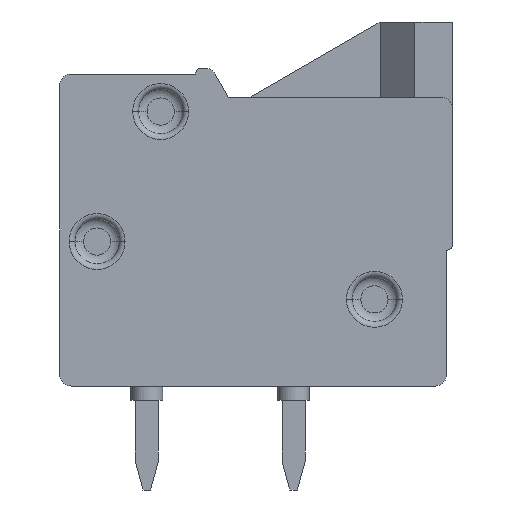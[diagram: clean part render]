
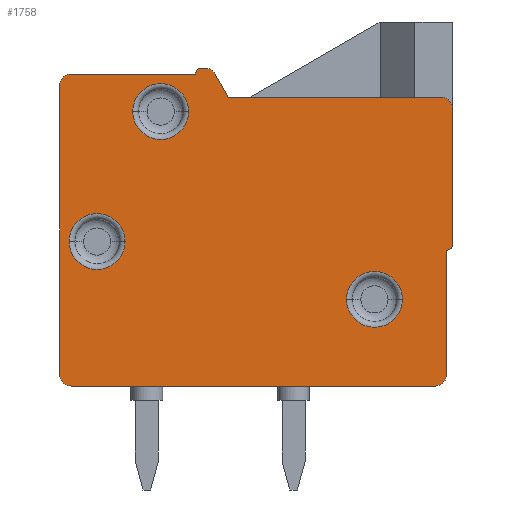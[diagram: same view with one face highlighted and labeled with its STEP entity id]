
A CAD part, left-side view. The second image highlights one B-rep face of the part: STEP entity #1758.
In plain terms, the highlighted planar face has unit normal (-1, 0, 0).
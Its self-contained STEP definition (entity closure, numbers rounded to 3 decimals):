
#955=CARTESIAN_POINT('',(-0.9,3.028,9.5));
#956=VERTEX_POINT('',#955);
#964=CARTESIAN_POINT('',(-0.9,1.092,9.5));
#965=VERTEX_POINT('',#964);
#966=CARTESIAN_POINT('',(-0.9,2.06,9.5));
#967=DIRECTION('',(1.0,0.0,0.0));
#968=DIRECTION('',(0.0,-1.0,0.0));
#969=AXIS2_PLACEMENT_3D('',#966,#967,#968);
#970=CIRCLE('',#969,0.968);
#971=EDGE_CURVE('',#965,#956,#970,.T.);
#1142=CARTESIAN_POINT('',(-0.9,-4.372,3.0));
#1143=VERTEX_POINT('',#1142);
#1151=CARTESIAN_POINT('',(-0.9,-6.308,3.0));
#1152=VERTEX_POINT('',#1151);
#1153=CARTESIAN_POINT('',(-0.9,-5.34,3.0));
#1154=DIRECTION('',(1.0,0.0,0.0));
#1155=DIRECTION('',(0.0,-1.0,0.0));
#1156=AXIS2_PLACEMENT_3D('',#1153,#1154,#1155);
#1157=CIRCLE('',#1156,0.968);
#1158=EDGE_CURVE('',#1152,#1143,#1157,.T.);
#1264=CARTESIAN_POINT('',(-0.9,5.228,5.));
#1265=VERTEX_POINT('',#1264);
#1273=CARTESIAN_POINT('',(-0.9,3.292,5.));
#1274=VERTEX_POINT('',#1273);
#1275=CARTESIAN_POINT('',(-0.9,4.26,5.));
#1276=DIRECTION('',(1.0,0.0,0.0));
#1277=DIRECTION('',(0.0,-1.0,0.0));
#1278=AXIS2_PLACEMENT_3D('',#1275,#1276,#1277);
#1279=CIRCLE('',#1278,0.968);
#1280=EDGE_CURVE('',#1274,#1265,#1279,.T.);
#1567=CARTESIAN_POINT('',(-0.9,-8.04,9.6));
#1568=VERTEX_POINT('',#1567);
#1586=CARTESIAN_POINT('',(-0.9,-7.64,10.0));
#1587=VERTEX_POINT('',#1586);
#1594=CARTESIAN_POINT('',(-0.9,-7.64,9.6));
#1595=DIRECTION('',(1.0,0.0,0.0));
#1596=DIRECTION('',(0.0,1.0,0.0));
#1597=AXIS2_PLACEMENT_3D('',#1594,#1595,#1596);
#1598=CIRCLE('',#1597,0.4);
#1599=EDGE_CURVE('',#1587,#1568,#1598,.T.);
#1604=CARTESIAN_POINT('',(-0.9,-8.72,-0.55));
#1605=DIRECTION('',(1.0,0.0,0.0));
#1606=DIRECTION('',(0.0,1.0,0.0));
#1607=AXIS2_PLACEMENT_3D('',#1604,#1605,#1606);
#1608=PLANE('',#1607);
#1609=CARTESIAN_POINT('',(-0.9,-8.04,4.9));
#1610=VERTEX_POINT('',#1609);
#1611=CARTESIAN_POINT('',(-0.9,-8.04,9.6));
#1612=DIRECTION('',(0.0,0.0,-1.0));
#1613=VECTOR('',#1612,4.7);
#1614=LINE('',#1611,#1613);
#1615=EDGE_CURVE('',#1568,#1610,#1614,.T.);
#1616=ORIENTED_EDGE('',*,*,#1615,.F.);
#1617=ORIENTED_EDGE('',*,*,#1599,.F.);
#1618=CARTESIAN_POINT('',(-0.9,-0.29,10.0));
#1619=VERTEX_POINT('',#1618);
#1620=CARTESIAN_POINT('',(-0.9,-0.29,10.0));
#1621=DIRECTION('',(0.0,-1.0,0.0));
#1622=VECTOR('',#1621,7.35);
#1623=LINE('',#1620,#1622);
#1624=EDGE_CURVE('',#1619,#1587,#1623,.T.);
#1625=ORIENTED_EDGE('',*,*,#1624,.F.);
#1626=CARTESIAN_POINT('',(-0.9,0.172,10.8));
#1627=VERTEX_POINT('',#1626);
#1628=CARTESIAN_POINT('',(-0.9,0.172,10.8));
#1629=DIRECTION('',(0.,-0.5,-0.866));
#1630=VECTOR('',#1629,0.924);
#1631=LINE('',#1628,#1630);
#1632=EDGE_CURVE('',#1627,#1619,#1631,.T.);
#1633=ORIENTED_EDGE('',*,*,#1632,.F.);
#1634=CARTESIAN_POINT('',(-0.9,0.518,11.0));
#1635=VERTEX_POINT('',#1634);
#1636=CARTESIAN_POINT('',(-0.9,0.518,10.6));
#1637=DIRECTION('',(1.0,0.0,0.0));
#1638=DIRECTION('',(0.0,1.0,0.0));
#1639=AXIS2_PLACEMENT_3D('',#1636,#1637,#1638);
#1640=CIRCLE('',#1639,0.4);
#1641=EDGE_CURVE('',#1635,#1627,#1640,.T.);
#1642=ORIENTED_EDGE('',*,*,#1641,.F.);
#1643=CARTESIAN_POINT('',(-0.9,0.66,11.0));
#1644=VERTEX_POINT('',#1643);
#1645=CARTESIAN_POINT('',(-0.9,0.66,11.0));
#1646=DIRECTION('',(0.0,-1.0,0.0));
#1647=VECTOR('',#1646,0.142);
#1648=LINE('',#1645,#1647);
#1649=EDGE_CURVE('',#1644,#1635,#1648,.T.);
#1650=ORIENTED_EDGE('',*,*,#1649,.F.);
#1651=CARTESIAN_POINT('',(-0.9,0.86,10.8));
#1652=VERTEX_POINT('',#1651);
#1653=CARTESIAN_POINT('',(-0.9,0.66,10.8));
#1654=DIRECTION('',(1.0,0.0,0.0));
#1655=DIRECTION('',(0.0,1.0,0.0));
#1656=AXIS2_PLACEMENT_3D('',#1653,#1654,#1655);
#1657=CIRCLE('',#1656,0.2);
#1658=EDGE_CURVE('',#1652,#1644,#1657,.T.);
#1659=ORIENTED_EDGE('',*,*,#1658,.F.);
#1660=CARTESIAN_POINT('',(-0.9,5.16,10.8));
#1661=VERTEX_POINT('',#1660);
#1662=CARTESIAN_POINT('',(-0.9,5.16,10.8));
#1663=DIRECTION('',(0.0,-1.0,0.0));
#1664=VECTOR('',#1663,4.3);
#1665=LINE('',#1662,#1664);
#1666=EDGE_CURVE('',#1661,#1652,#1665,.T.);
#1667=ORIENTED_EDGE('',*,*,#1666,.F.);
#1668=CARTESIAN_POINT('',(-0.9,5.56,10.4));
#1669=VERTEX_POINT('',#1668);
#1670=CARTESIAN_POINT('',(-0.9,5.16,10.4));
#1671=DIRECTION('',(1.0,0.0,0.0));
#1672=DIRECTION('',(0.0,1.0,0.0));
#1673=AXIS2_PLACEMENT_3D('',#1670,#1671,#1672);
#1674=CIRCLE('',#1673,0.4);
#1675=EDGE_CURVE('',#1669,#1661,#1674,.T.);
#1676=ORIENTED_EDGE('',*,*,#1675,.F.);
#1677=CARTESIAN_POINT('',(-0.9,5.56,0.4));
#1678=VERTEX_POINT('',#1677);
#1679=CARTESIAN_POINT('',(-0.9,5.56,0.4));
#1680=DIRECTION('',(0.0,0.0,1.0));
#1681=VECTOR('',#1680,10.0);
#1682=LINE('',#1679,#1681);
#1683=EDGE_CURVE('',#1678,#1669,#1682,.T.);
#1684=ORIENTED_EDGE('',*,*,#1683,.F.);
#1685=CARTESIAN_POINT('',(-0.9,5.16,0.0));
#1686=VERTEX_POINT('',#1685);
#1687=CARTESIAN_POINT('',(-0.9,5.16,0.4));
#1688=DIRECTION('',(1.0,0.0,0.0));
#1689=DIRECTION('',(0.0,1.0,0.0));
#1690=AXIS2_PLACEMENT_3D('',#1687,#1688,#1689);
#1691=CIRCLE('',#1690,0.4);
#1692=EDGE_CURVE('',#1686,#1678,#1691,.T.);
#1693=ORIENTED_EDGE('',*,*,#1692,.F.);
#1694=CARTESIAN_POINT('',(-0.9,-7.44,0.0));
#1695=VERTEX_POINT('',#1694);
#1696=CARTESIAN_POINT('',(-0.9,-7.44,0.0));
#1697=DIRECTION('',(0.0,1.0,0.0));
#1698=VECTOR('',#1697,12.6);
#1699=LINE('',#1696,#1698);
#1700=EDGE_CURVE('',#1695,#1686,#1699,.T.);
#1701=ORIENTED_EDGE('',*,*,#1700,.F.);
#1702=CARTESIAN_POINT('',(-0.9,-7.84,0.4));
#1703=VERTEX_POINT('',#1702);
#1704=CARTESIAN_POINT('',(-0.9,-7.44,0.4));
#1705=DIRECTION('',(1.0,0.0,0.0));
#1706=DIRECTION('',(0.0,1.0,0.0));
#1707=AXIS2_PLACEMENT_3D('',#1704,#1705,#1706);
#1708=CIRCLE('',#1707,0.4);
#1709=EDGE_CURVE('',#1703,#1695,#1708,.T.);
#1710=ORIENTED_EDGE('',*,*,#1709,.F.);
#1711=CARTESIAN_POINT('',(-0.9,-7.84,4.7));
#1712=VERTEX_POINT('',#1711);
#1713=CARTESIAN_POINT('',(-0.9,-7.84,4.7));
#1714=DIRECTION('',(0.0,0.0,-1.0));
#1715=VECTOR('',#1714,4.3);
#1716=LINE('',#1713,#1715);
#1717=EDGE_CURVE('',#1712,#1703,#1716,.T.);
#1718=ORIENTED_EDGE('',*,*,#1717,.F.);
#1719=CARTESIAN_POINT('',(-0.9,-7.84,4.9));
#1720=DIRECTION('',(1.0,0.0,0.0));
#1721=DIRECTION('',(0.0,1.0,0.0));
#1722=AXIS2_PLACEMENT_3D('',#1719,#1720,#1721);
#1723=CIRCLE('',#1722,0.2);
#1724=EDGE_CURVE('',#1610,#1712,#1723,.T.);
#1725=ORIENTED_EDGE('',*,*,#1724,.F.);
#1726=EDGE_LOOP('',(#1616,#1617,#1625,#1633,#1642,#1650,#1659,#1667,#1676,#1684,#1693,#1701,#1710,#1718,#1725));
#1727=FACE_OUTER_BOUND('',#1726,.T.);
#1728=ORIENTED_EDGE('',*,*,#1280,.T.);
#1729=CARTESIAN_POINT('',(-0.9,4.26,5.));
#1730=DIRECTION('',(1.0,0.0,0.0));
#1731=DIRECTION('',(0.0,-1.0,0.0));
#1732=AXIS2_PLACEMENT_3D('',#1729,#1730,#1731);
#1733=CIRCLE('',#1732,0.968);
#1734=EDGE_CURVE('',#1265,#1274,#1733,.T.);
#1735=ORIENTED_EDGE('',*,*,#1734,.T.);
#1736=EDGE_LOOP('',(#1728,#1735));
#1737=FACE_BOUND('',#1736,.T.);
#1738=ORIENTED_EDGE('',*,*,#1158,.T.);
#1739=CARTESIAN_POINT('',(-0.9,-5.34,3.0));
#1740=DIRECTION('',(1.0,0.0,0.0));
#1741=DIRECTION('',(0.0,-1.0,0.0));
#1742=AXIS2_PLACEMENT_3D('',#1739,#1740,#1741);
#1743=CIRCLE('',#1742,0.968);
#1744=EDGE_CURVE('',#1143,#1152,#1743,.T.);
#1745=ORIENTED_EDGE('',*,*,#1744,.T.);
#1746=EDGE_LOOP('',(#1738,#1745));
#1747=FACE_BOUND('',#1746,.T.);
#1748=ORIENTED_EDGE('',*,*,#971,.T.);
#1749=CARTESIAN_POINT('',(-0.9,2.06,9.5));
#1750=DIRECTION('',(1.0,0.0,0.0));
#1751=DIRECTION('',(0.0,-1.0,0.0));
#1752=AXIS2_PLACEMENT_3D('',#1749,#1750,#1751);
#1753=CIRCLE('',#1752,0.968);
#1754=EDGE_CURVE('',#956,#965,#1753,.T.);
#1755=ORIENTED_EDGE('',*,*,#1754,.T.);
#1756=EDGE_LOOP('',(#1748,#1755));
#1757=FACE_BOUND('',#1756,.T.);
#1758=ADVANCED_FACE('',(#1727,#1737,#1747,#1757),#1608,.F.);
